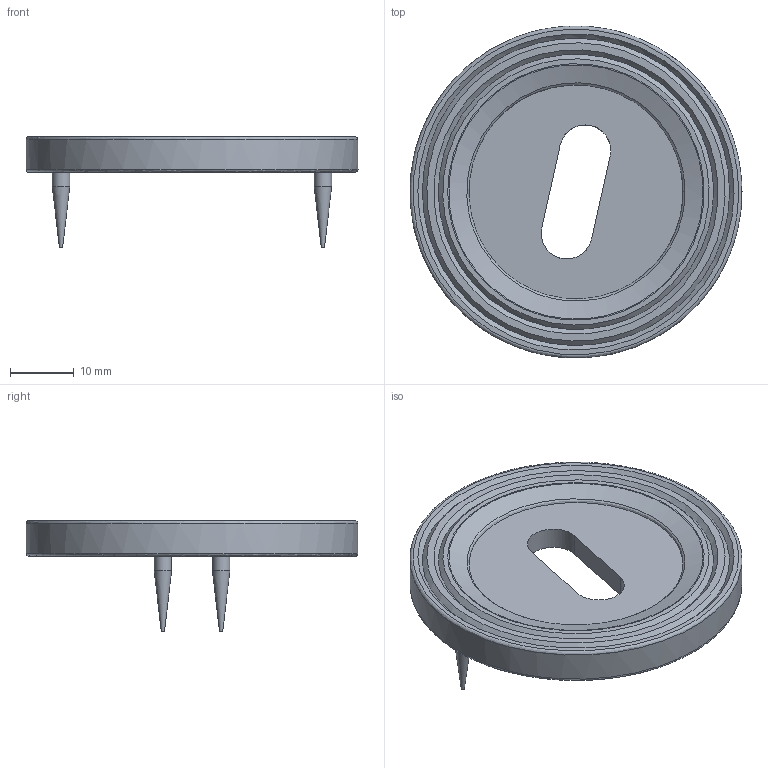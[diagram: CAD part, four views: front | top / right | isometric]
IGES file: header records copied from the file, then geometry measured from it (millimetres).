
Global section: file name: P8193; native system: Autodesk Inventor 2018; preprocessor: unknown; author: ashami; date: 20180917.084941; units: millimetre
Bounding box: 51.98 x 51.96 x 17.38 mm (x, y, z)
Volume: 8587.3 mm3; surface area: 9746.5 mm2
Topology: 5 solids, 5 shells, 60 faces, 164 edges, 118 vertices
Faces by surface type: bspline 60
